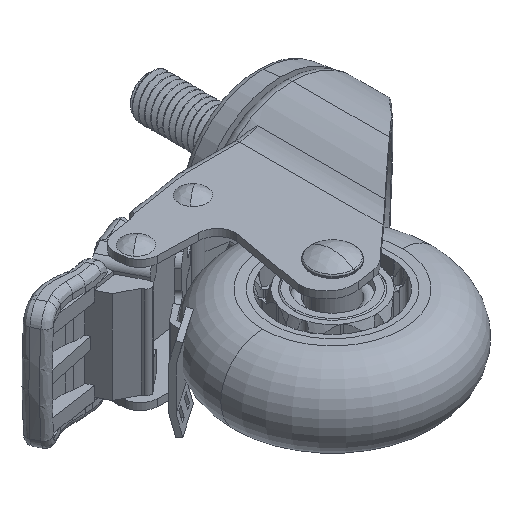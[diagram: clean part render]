
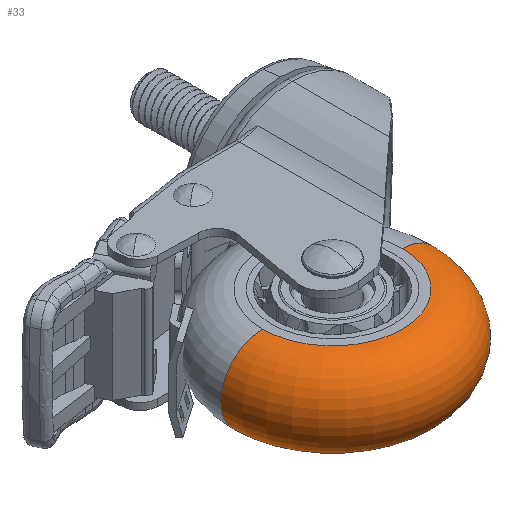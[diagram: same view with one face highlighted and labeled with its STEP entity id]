
A CAD part, isometric view. The second image highlights one B-rep face of the part: STEP entity #33.
In plain terms, the highlighted toroidal (fillet/blend) face has major radius 20 mm and minor radius 12 mm.
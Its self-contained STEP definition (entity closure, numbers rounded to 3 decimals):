
#33 = ADVANCED_FACE ( 'NONE', ( #38587 ), #20968, .T. ) ;
#2963 = VERTEX_POINT ( 'NONE', #27568 ) ;
#3068 = CARTESIAN_POINT ( 'NONE',  ( 0.996, -51.416, 0. ) ) ;
#3333 = DIRECTION ( 'NONE',  ( 0., 1., 0. ) ) ;
#6090 = CARTESIAN_POINT ( 'NONE',  ( 20.996, -51.416, 12. ) ) ;
#7188 = CIRCLE ( 'NONE', #23041, 20. ) ;
#8990 = CARTESIAN_POINT ( 'NONE',  ( 20.996, -51.416, 0. ) ) ;
#9757 = CARTESIAN_POINT ( 'NONE',  ( 0.996, -51.416, 12. ) ) ;
#9801 = AXIS2_PLACEMENT_3D ( 'NONE', #36638, #15550, #40168 ) ;
#10493 = CIRCLE ( 'NONE', #45148, 12. ) ;
#11106 = VERTEX_POINT ( 'NONE', #41871 ) ;
#11120 = EDGE_LOOP ( 'NONE', ( #30350, #26787, #13657, #13027 ) ) ;
#12531 = DIRECTION ( 'NONE',  ( 0., 0., -1. ) ) ;
#13027 = ORIENTED_EDGE ( 'NONE', *, *, #36721, .F. ) ;
#13316 = DIRECTION ( 'NONE',  ( 1., 0., 0. ) ) ;
#13657 = ORIENTED_EDGE ( 'NONE', *, *, #36595, .T. ) ;
#15550 = DIRECTION ( 'NONE',  ( 0., 0., 1. ) ) ;
#20968 = TOROIDAL_SURFACE ( 'NONE', #31973, 20., 12. ) ;
#23041 = AXIS2_PLACEMENT_3D ( 'NONE', #9757, #34394, #13316 ) ;
#23801 = CARTESIAN_POINT ( 'NONE',  ( 20.996, -51.416, -12. ) ) ;
#24400 = CARTESIAN_POINT ( 'NONE',  ( -19.004, -51.416, 0. ) ) ;
#26787 = ORIENTED_EDGE ( 'NONE', *, *, #34297, .T. ) ;
#27105 = CIRCLE ( 'NONE', #9801, 20. ) ;
#27568 = CARTESIAN_POINT ( 'NONE',  ( -19.004, -51.416, 12. ) ) ;
#27682 = DIRECTION ( 'NONE',  ( 1., 0., 0. ) ) ;
#27931 = DIRECTION ( 'NONE',  ( -1., 0., 0. ) ) ;
#29082 = VERTEX_POINT ( 'NONE', #6090 ) ;
#30350 = ORIENTED_EDGE ( 'NONE', *, *, #31566, .F. ) ;
#31566 = EDGE_CURVE ( 'NONE', #11106, #2963, #35538, .T. ) ;
#31973 = AXIS2_PLACEMENT_3D ( 'NONE', #3068, #41681, #27682 ) ;
#33633 = DIRECTION ( 'NONE',  ( 0., -1., 0. ) ) ;
#34297 = EDGE_CURVE ( 'NONE', #11106, #34985, #27105, .T. ) ;
#34394 = DIRECTION ( 'NONE',  ( 0., 0., 1. ) ) ;
#34985 = VERTEX_POINT ( 'NONE', #23801 ) ;
#35538 = CIRCLE ( 'NONE', #41562, 12. ) ;
#36595 = EDGE_CURVE ( 'NONE', #34985, #29082, #10493, .T. ) ;
#36638 = CARTESIAN_POINT ( 'NONE',  ( 0.996, -51.416, -12. ) ) ;
#36721 = EDGE_CURVE ( 'NONE', #2963, #29082, #7188, .T. ) ;
#38587 = FACE_OUTER_BOUND ( 'NONE', #11120, .T. ) ;
#40168 = DIRECTION ( 'NONE',  ( 1., 0., 0. ) ) ;
#41562 = AXIS2_PLACEMENT_3D ( 'NONE', #24400, #3333, #27931 ) ;
#41681 = DIRECTION ( 'NONE',  ( 0., 0., 1. ) ) ;
#41871 = CARTESIAN_POINT ( 'NONE',  ( -19.004, -51.416, -12. ) ) ;
#45148 = AXIS2_PLACEMENT_3D ( 'NONE', #8990, #33633, #12531 ) ;
